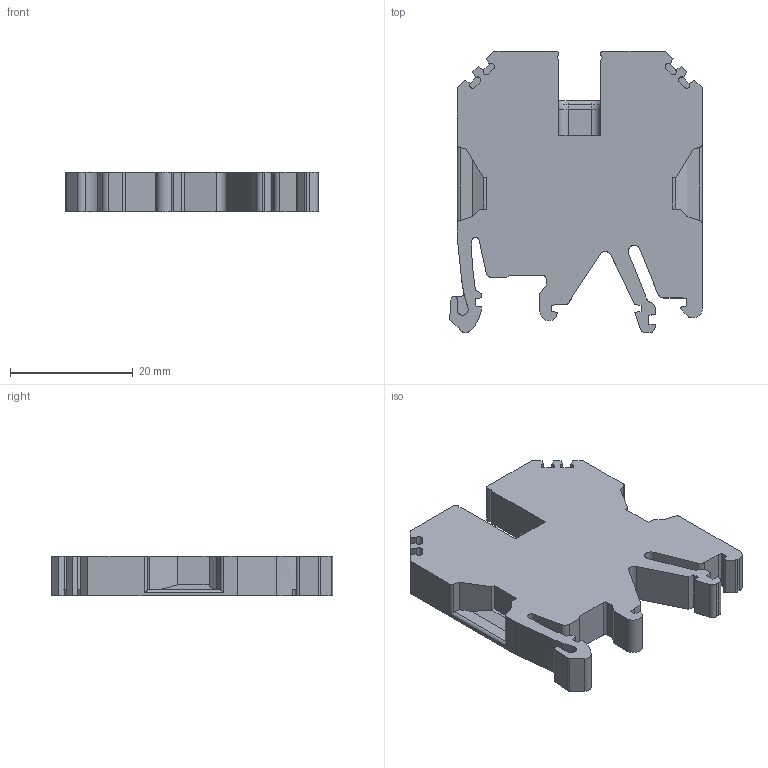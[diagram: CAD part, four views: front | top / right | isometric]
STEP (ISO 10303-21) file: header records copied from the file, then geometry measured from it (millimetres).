
FILE_DESCRIPTION((''),'2;1');
FILE_NAME('8YB754121','2023-01-11T',('dell'),(''),'PRO/ENGINEER BY PARAMETRIC TECHNOLOGY CORPORATION, 2013230','PRO/ENGINEER BY PARAMETRIC TECHNOLOGY CORPORATION, 2013230','');
FILE_SCHEMA(('CONFIG_CONTROL_DESIGN'));
Length unit declared in the file: millimetre
Products named in the file (1): 8YB754121
Bounding box: 41.22 x 46 x 6.5 mm (x, y, z)
Volume: 8493.7 mm3; surface area: 5032.1 mm2
Topology: 1 solids, 1 shells, 157 faces, 443 edges, 290 vertices
Faces by surface type: plane 107, cylinder 46, torus 2, cone 2
Entity records: 5113 total; most frequent: CARTESIAN_POINT 950, ORIENTED_EDGE 886, DIRECTION 835, EDGE_CURVE 443, VECTOR 341, LINE 341, VERTEX_POINT 290, AXIS2_PLACEMENT_3D 247
